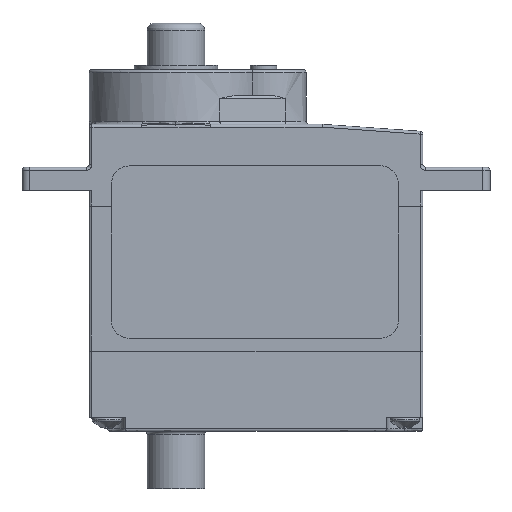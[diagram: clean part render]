
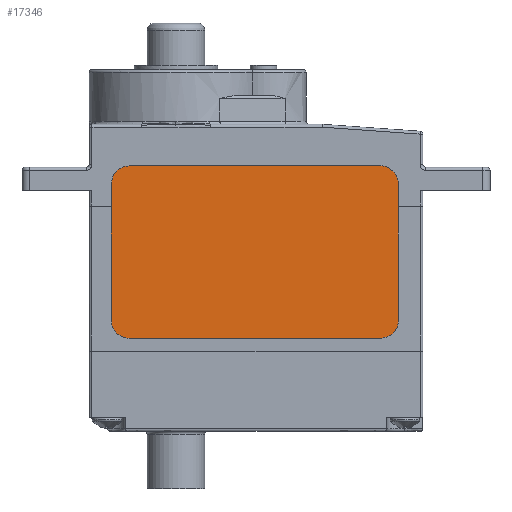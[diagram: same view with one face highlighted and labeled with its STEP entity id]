
A CAD part, front view. The second image highlights one B-rep face of the part: STEP entity #17346.
In plain terms, the highlighted free-form (B-spline) face has degree [1, 1] with [2, 2] control points.
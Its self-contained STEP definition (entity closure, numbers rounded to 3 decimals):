
#17120 = VERTEX_POINT('',#17121);
#17121 = CARTESIAN_POINT('',(12.783,-5.472,
    5.831));
#17126 = EDGE_CURVE('',#17127,#17120,#17129,.T.);
#17127 = VERTEX_POINT('',#17128);
#17128 = CARTESIAN_POINT('',(-2.915,-5.472,
    5.831));
#17129 = B_SPLINE_CURVE_WITH_KNOTS('',1,(#17130,#17131),.UNSPECIFIED.,
  .F.,.F.,(2,2),(-17.5,0.),.PIECEWISE_BEZIER_KNOTS.);
#17130 = CARTESIAN_POINT('',(-2.915,-5.472,
    5.831));
#17131 = CARTESIAN_POINT('',(12.783,-5.472,
    5.831));
#17155 = EDGE_CURVE('',#17156,#17127,#17158,.T.);
#17156 = VERTEX_POINT('',#17157);
#17157 = CARTESIAN_POINT('',(-4.037,-5.472,
    6.952));
#17158 = ( BOUNDED_CURVE() B_SPLINE_CURVE(2,(#17159,#17160,#17161),
.UNSPECIFIED.,.F.,.F.) B_SPLINE_CURVE_WITH_KNOTS((3,3),(0.,
1.571),.PIECEWISE_BEZIER_KNOTS.) CURVE() 
GEOMETRIC_REPRESENTATION_ITEM() RATIONAL_B_SPLINE_CURVE((1.,
0.707,1.)) REPRESENTATION_ITEM('') );
#17159 = CARTESIAN_POINT('',(-4.037,-5.472,
    6.952));
#17160 = CARTESIAN_POINT('',(-4.037,-5.472,
    5.831));
#17161 = CARTESIAN_POINT('',(-2.915,-5.472,
    5.831));
#17186 = EDGE_CURVE('',#17187,#17156,#17189,.T.);
#17187 = VERTEX_POINT('',#17188);
#17188 = CARTESIAN_POINT('',(-4.037,-5.472,
    15.474));
#17189 = B_SPLINE_CURVE_WITH_KNOTS('',1,(#17190,#17191),.UNSPECIFIED.,
  .F.,.F.,(2,2),(-9.5,0.),.PIECEWISE_BEZIER_KNOTS.);
#17190 = CARTESIAN_POINT('',(-4.037,-5.472,
    15.474));
#17191 = CARTESIAN_POINT('',(-4.037,-5.472,
    6.952));
#17215 = EDGE_CURVE('',#17216,#17187,#17218,.T.);
#17216 = VERTEX_POINT('',#17217);
#17217 = CARTESIAN_POINT('',(-2.915,-5.472,
    16.596));
#17218 = ( BOUNDED_CURVE() B_SPLINE_CURVE(2,(#17219,#17220,#17221),
.UNSPECIFIED.,.F.,.F.) B_SPLINE_CURVE_WITH_KNOTS((3,3),(0.,
1.571),.PIECEWISE_BEZIER_KNOTS.) CURVE() 
GEOMETRIC_REPRESENTATION_ITEM() RATIONAL_B_SPLINE_CURVE((1.,
0.707,1.)) REPRESENTATION_ITEM('') );
#17219 = CARTESIAN_POINT('',(-2.915,-5.472,
    16.596));
#17220 = CARTESIAN_POINT('',(-4.037,-5.472,
    16.596));
#17221 = CARTESIAN_POINT('',(-4.037,-5.472,
    15.474));
#17246 = EDGE_CURVE('',#17247,#17216,#17249,.T.);
#17247 = VERTEX_POINT('',#17248);
#17248 = CARTESIAN_POINT('',(12.783,-5.472,
    16.596));
#17249 = B_SPLINE_CURVE_WITH_KNOTS('',1,(#17250,#17251),.UNSPECIFIED.,
  .F.,.F.,(2,2),(-17.5,0.),.PIECEWISE_BEZIER_KNOTS.);
#17250 = CARTESIAN_POINT('',(12.783,-5.472,
    16.596));
#17251 = CARTESIAN_POINT('',(-2.915,-5.472,
    16.596));
#17275 = EDGE_CURVE('',#17276,#17247,#17278,.T.);
#17276 = VERTEX_POINT('',#17277);
#17277 = CARTESIAN_POINT('',(13.904,-5.472,
    15.474));
#17278 = ( BOUNDED_CURVE() B_SPLINE_CURVE(2,(#17279,#17280,#17281),
.UNSPECIFIED.,.F.,.F.) B_SPLINE_CURVE_WITH_KNOTS((3,3),(0.,
1.571),.PIECEWISE_BEZIER_KNOTS.) CURVE() 
GEOMETRIC_REPRESENTATION_ITEM() RATIONAL_B_SPLINE_CURVE((1.,
0.707,1.)) REPRESENTATION_ITEM('') );
#17279 = CARTESIAN_POINT('',(13.904,-5.472,
    15.474));
#17280 = CARTESIAN_POINT('',(13.904,-5.472,
    16.596));
#17281 = CARTESIAN_POINT('',(12.783,-5.472,
    16.596));
#17306 = EDGE_CURVE('',#17307,#17276,#17309,.T.);
#17307 = VERTEX_POINT('',#17308);
#17308 = CARTESIAN_POINT('',(13.904,-5.472,
    6.952));
#17309 = B_SPLINE_CURVE_WITH_KNOTS('',1,(#17310,#17311),.UNSPECIFIED.,
  .F.,.F.,(2,2),(-9.5,0.),.PIECEWISE_BEZIER_KNOTS.);
#17310 = CARTESIAN_POINT('',(13.904,-5.472,
    6.952));
#17311 = CARTESIAN_POINT('',(13.904,-5.472,
    15.474));
#17333 = EDGE_CURVE('',#17120,#17307,#17334,.T.);
#17334 = ( BOUNDED_CURVE() B_SPLINE_CURVE(2,(#17335,#17336,#17337),
.UNSPECIFIED.,.F.,.F.) B_SPLINE_CURVE_WITH_KNOTS((3,3),(0.,
1.571),.PIECEWISE_BEZIER_KNOTS.) CURVE() 
GEOMETRIC_REPRESENTATION_ITEM() RATIONAL_B_SPLINE_CURVE((1.,
0.707,1.)) REPRESENTATION_ITEM('') );
#17335 = CARTESIAN_POINT('',(12.783,-5.472,
    5.831));
#17336 = CARTESIAN_POINT('',(13.904,-5.472,
    5.831));
#17337 = CARTESIAN_POINT('',(13.904,-5.472,
    6.952));
#17346 = ADVANCED_FACE('',(#17347),#17357,.T.);
#17347 = FACE_BOUND('',#17348,.T.);
#17348 = EDGE_LOOP('',(#17349,#17350,#17351,#17352,#17353,#17354,#17355,
    #17356));
#17349 = ORIENTED_EDGE('',*,*,#17333,.T.);
#17350 = ORIENTED_EDGE('',*,*,#17306,.T.);
#17351 = ORIENTED_EDGE('',*,*,#17275,.T.);
#17352 = ORIENTED_EDGE('',*,*,#17246,.T.);
#17353 = ORIENTED_EDGE('',*,*,#17215,.T.);
#17354 = ORIENTED_EDGE('',*,*,#17186,.T.);
#17355 = ORIENTED_EDGE('',*,*,#17155,.T.);
#17356 = ORIENTED_EDGE('',*,*,#17126,.T.);
#17357 = B_SPLINE_SURFACE_WITH_KNOTS('',1,1,(
    (#17358,#17359)
    ,(#17360,#17361
    )),.UNSPECIFIED.,.F.,.F.,.F.,(2,2),(2,2),(-10.,10.),(-6.,6.),
  .PIECEWISE_BEZIER_KNOTS.);
#17358 = CARTESIAN_POINT('',(-4.037,-5.472,
    5.831));
#17359 = CARTESIAN_POINT('',(-4.037,-5.472,
    16.596));
#17360 = CARTESIAN_POINT('',(13.904,-5.472,
    5.831));
#17361 = CARTESIAN_POINT('',(13.904,-5.472,
    16.596));
